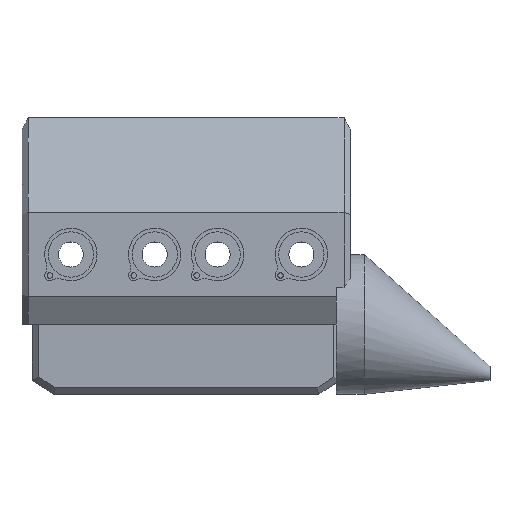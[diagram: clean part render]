
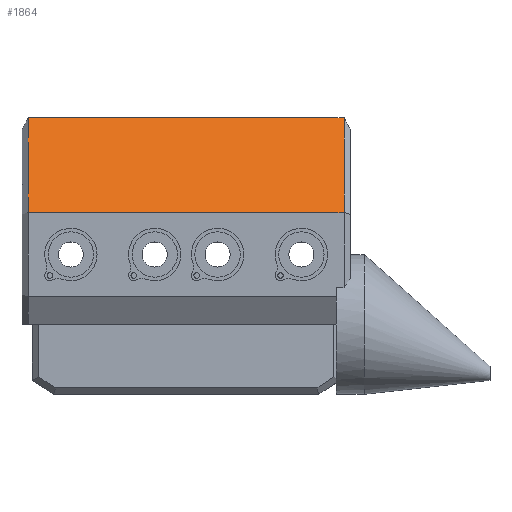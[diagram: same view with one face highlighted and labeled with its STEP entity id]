
A CAD part, top view. The second image highlights one B-rep face of the part: STEP entity #1864.
In plain terms, the highlighted planar face has unit normal (0, 0.53, 0.848).
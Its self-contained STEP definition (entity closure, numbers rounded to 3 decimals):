
#423 = PLANE('',#424);
#424 = AXIS2_PLACEMENT_3D('',#425,#426,#427);
#425 = CARTESIAN_POINT('',(1.306,-10.547,0.));
#426 = DIRECTION('',(0.,0.,-1.));
#427 = DIRECTION('',(0.,-1.,0.));
#653 = PLANE('',#654);
#654 = AXIS2_PLACEMENT_3D('',#655,#656,#657);
#655 = CARTESIAN_POINT('',(-23.027,2.455,3.962
    ));
#656 = DIRECTION('',(-0.707,0.375,0.6));
#657 = DIRECTION('',(-0.647,0.,-0.763
    ));
#964 = VERTEX_POINT('',#965);
#965 = CARTESIAN_POINT('',(-22.6,9.6,0.));
#986 = EDGE_CURVE('',#964,#987,#989,.T.);
#987 = VERTEX_POINT('',#988);
#988 = CARTESIAN_POINT('',(22.6,9.6,0.));
#989 = SURFACE_CURVE('',#990,(#994,#1001),.PCURVE_S1.);
#990 = LINE('',#991,#992);
#991 = CARTESIAN_POINT('',(-23.5,9.6,0.));
#992 = VECTOR('',#993,1.);
#993 = DIRECTION('',(1.,0.,0.));
#994 = PCURVE('',#423,#995);
#995 = DEFINITIONAL_REPRESENTATION('',(#996),#1000);
#996 = LINE('',#997,#998);
#997 = CARTESIAN_POINT('',(-20.147,24.806));
#998 = VECTOR('',#999,1.);
#999 = DIRECTION('',(0.,-1.));
#1000 = ( GEOMETRIC_REPRESENTATION_CONTEXT(2) 
PARAMETRIC_REPRESENTATION_CONTEXT() REPRESENTATION_CONTEXT('2D SPACE',''
  ) );
#1001 = PCURVE('',#1002,#1007);
#1002 = PLANE('',#1003);
#1003 = AXIS2_PLACEMENT_3D('',#1004,#1005,#1006);
#1004 = CARTESIAN_POINT('',(0.,2.8,4.25));
#1005 = DIRECTION('',(0.,0.53,0.848));
#1006 = DIRECTION('',(0.,0.848,-0.53));
#1007 = DEFINITIONAL_REPRESENTATION('',(#1008),#1012);
#1008 = LINE('',#1009,#1010);
#1009 = CARTESIAN_POINT('',(8.019,23.5));
#1010 = VECTOR('',#1011,1.);
#1011 = DIRECTION('',(0.,-1.));
#1012 = ( GEOMETRIC_REPRESENTATION_CONTEXT(2) 
PARAMETRIC_REPRESENTATION_CONTEXT() REPRESENTATION_CONTEXT('2D SPACE',''
  ) );
#1028 = PLANE('',#1029);
#1029 = AXIS2_PLACEMENT_3D('',#1030,#1031,#1032);
#1030 = CARTESIAN_POINT('',(23.027,2.455,3.962
    ));
#1031 = DIRECTION('',(0.707,0.375,0.6));
#1032 = DIRECTION('',(-0.647,0.,0.763));
#1228 = PLANE('',#1229);
#1229 = AXIS2_PLACEMENT_3D('',#1230,#1231,#1232);
#1230 = CARTESIAN_POINT('',(-23.5,-4.,8.5));
#1231 = DIRECTION('',(0.,0.,-1.));
#1232 = DIRECTION('',(0.,-1.,0.));
#1489 = VERTEX_POINT('',#1490);
#1490 = CARTESIAN_POINT('',(-22.6,-4.,8.5));
#1541 = EDGE_CURVE('',#1542,#1489,#1544,.T.);
#1542 = VERTEX_POINT('',#1543);
#1543 = CARTESIAN_POINT('',(-22.6,0.,6.));
#1544 = SURFACE_CURVE('',#1545,(#1549,#1556),.PCURVE_S1.);
#1545 = LINE('',#1546,#1547);
#1546 = CARTESIAN_POINT('',(-22.6,0.,6.));
#1547 = VECTOR('',#1548,1.);
#1548 = DIRECTION('',(0.,-0.848,0.53));
#1549 = PCURVE('',#653,#1550);
#1550 = DEFINITIONAL_REPRESENTATION('',(#1551),#1555);
#1551 = LINE('',#1552,#1553);
#1552 = CARTESIAN_POINT('',(-1.831,2.648));
#1553 = VECTOR('',#1554,1.);
#1554 = DIRECTION('',(-0.404,0.915));
#1555 = ( GEOMETRIC_REPRESENTATION_CONTEXT(2) 
PARAMETRIC_REPRESENTATION_CONTEXT() REPRESENTATION_CONTEXT('2D SPACE',''
  ) );
#1556 = PCURVE('',#1002,#1557);
#1557 = DEFINITIONAL_REPRESENTATION('',(#1558),#1562);
#1558 = LINE('',#1559,#1560);
#1559 = CARTESIAN_POINT('',(-3.302,22.6));
#1560 = VECTOR('',#1561,1.);
#1561 = DIRECTION('',(-1.,0.));
#1562 = ( GEOMETRIC_REPRESENTATION_CONTEXT(2) 
PARAMETRIC_REPRESENTATION_CONTEXT() REPRESENTATION_CONTEXT('2D SPACE',''
  ) );
#1564 = EDGE_CURVE('',#964,#1542,#1565,.T.);
#1565 = SURFACE_CURVE('',#1566,(#1570,#1577),.PCURVE_S1.);
#1566 = LINE('',#1567,#1568);
#1567 = CARTESIAN_POINT('',(-22.6,9.6,0.));
#1568 = VECTOR('',#1569,1.);
#1569 = DIRECTION('',(0.,-0.848,0.53));
#1570 = PCURVE('',#653,#1571);
#1571 = DEFINITIONAL_REPRESENTATION('',(#1572),#1576);
#1572 = LINE('',#1573,#1574);
#1573 = CARTESIAN_POINT('',(2.745,-7.707));
#1574 = VECTOR('',#1575,1.);
#1575 = DIRECTION('',(-0.404,0.915));
#1576 = ( GEOMETRIC_REPRESENTATION_CONTEXT(2) 
PARAMETRIC_REPRESENTATION_CONTEXT() REPRESENTATION_CONTEXT('2D SPACE',''
  ) );
#1577 = PCURVE('',#1002,#1578);
#1578 = DEFINITIONAL_REPRESENTATION('',(#1579),#1583);
#1579 = LINE('',#1580,#1581);
#1580 = CARTESIAN_POINT('',(8.019,22.6));
#1581 = VECTOR('',#1582,1.);
#1582 = DIRECTION('',(-1.,0.));
#1583 = ( GEOMETRIC_REPRESENTATION_CONTEXT(2) 
PARAMETRIC_REPRESENTATION_CONTEXT() REPRESENTATION_CONTEXT('2D SPACE',''
  ) );
#1864 = ADVANCED_FACE('',(#1865),#1002,.T.);
#1865 = FACE_BOUND('',#1866,.T.);
#1866 = EDGE_LOOP('',(#1867,#1868,#1869,#1870,#1893,#1916));
#1867 = ORIENTED_EDGE('',*,*,#986,.F.);
#1868 = ORIENTED_EDGE('',*,*,#1564,.T.);
#1869 = ORIENTED_EDGE('',*,*,#1541,.T.);
#1870 = ORIENTED_EDGE('',*,*,#1871,.T.);
#1871 = EDGE_CURVE('',#1489,#1872,#1874,.T.);
#1872 = VERTEX_POINT('',#1873);
#1873 = CARTESIAN_POINT('',(22.6,-4.,8.5));
#1874 = SURFACE_CURVE('',#1875,(#1879,#1886),.PCURVE_S1.);
#1875 = LINE('',#1876,#1877);
#1876 = CARTESIAN_POINT('',(-23.5,-4.,8.5));
#1877 = VECTOR('',#1878,1.);
#1878 = DIRECTION('',(1.,0.,0.));
#1879 = PCURVE('',#1002,#1880);
#1880 = DEFINITIONAL_REPRESENTATION('',(#1881),#1885);
#1881 = LINE('',#1882,#1883);
#1882 = CARTESIAN_POINT('',(-8.019,23.5));
#1883 = VECTOR('',#1884,1.);
#1884 = DIRECTION('',(0.,-1.));
#1885 = ( GEOMETRIC_REPRESENTATION_CONTEXT(2) 
PARAMETRIC_REPRESENTATION_CONTEXT() REPRESENTATION_CONTEXT('2D SPACE',''
  ) );
#1886 = PCURVE('',#1228,#1887);
#1887 = DEFINITIONAL_REPRESENTATION('',(#1888),#1892);
#1888 = LINE('',#1889,#1890);
#1889 = CARTESIAN_POINT('',(0.,0.));
#1890 = VECTOR('',#1891,1.);
#1891 = DIRECTION('',(0.,-1.));
#1892 = ( GEOMETRIC_REPRESENTATION_CONTEXT(2) 
PARAMETRIC_REPRESENTATION_CONTEXT() REPRESENTATION_CONTEXT('2D SPACE',''
  ) );
#1893 = ORIENTED_EDGE('',*,*,#1894,.F.);
#1894 = EDGE_CURVE('',#1895,#1872,#1897,.T.);
#1895 = VERTEX_POINT('',#1896);
#1896 = CARTESIAN_POINT('',(22.6,0.,6.));
#1897 = SURFACE_CURVE('',#1898,(#1902,#1909),.PCURVE_S1.);
#1898 = LINE('',#1899,#1900);
#1899 = CARTESIAN_POINT('',(22.6,0.,6.));
#1900 = VECTOR('',#1901,1.);
#1901 = DIRECTION('',(0.,-0.848,0.53));
#1902 = PCURVE('',#1002,#1903);
#1903 = DEFINITIONAL_REPRESENTATION('',(#1904),#1908);
#1904 = LINE('',#1905,#1906);
#1905 = CARTESIAN_POINT('',(-3.302,-22.6));
#1906 = VECTOR('',#1907,1.);
#1907 = DIRECTION('',(-1.,0.));
#1908 = ( GEOMETRIC_REPRESENTATION_CONTEXT(2) 
PARAMETRIC_REPRESENTATION_CONTEXT() REPRESENTATION_CONTEXT('2D SPACE',''
  ) );
#1909 = PCURVE('',#1028,#1910);
#1910 = DEFINITIONAL_REPRESENTATION('',(#1911),#1915);
#1911 = LINE('',#1912,#1913);
#1912 = CARTESIAN_POINT('',(1.831,2.648));
#1913 = VECTOR('',#1914,1.);
#1914 = DIRECTION('',(0.404,0.915));
#1915 = ( GEOMETRIC_REPRESENTATION_CONTEXT(2) 
PARAMETRIC_REPRESENTATION_CONTEXT() REPRESENTATION_CONTEXT('2D SPACE',''
  ) );
#1916 = ORIENTED_EDGE('',*,*,#1917,.F.);
#1917 = EDGE_CURVE('',#987,#1895,#1918,.T.);
#1918 = SURFACE_CURVE('',#1919,(#1923,#1930),.PCURVE_S1.);
#1919 = LINE('',#1920,#1921);
#1920 = CARTESIAN_POINT('',(22.6,9.6,0.));
#1921 = VECTOR('',#1922,1.);
#1922 = DIRECTION('',(0.,-0.848,0.53));
#1923 = PCURVE('',#1002,#1924);
#1924 = DEFINITIONAL_REPRESENTATION('',(#1925),#1929);
#1925 = LINE('',#1926,#1927);
#1926 = CARTESIAN_POINT('',(8.019,-22.6));
#1927 = VECTOR('',#1928,1.);
#1928 = DIRECTION('',(-1.,0.));
#1929 = ( GEOMETRIC_REPRESENTATION_CONTEXT(2) 
PARAMETRIC_REPRESENTATION_CONTEXT() REPRESENTATION_CONTEXT('2D SPACE',''
  ) );
#1930 = PCURVE('',#1028,#1931);
#1931 = DEFINITIONAL_REPRESENTATION('',(#1932),#1936);
#1932 = LINE('',#1933,#1934);
#1933 = CARTESIAN_POINT('',(-2.745,-7.707));
#1934 = VECTOR('',#1935,1.);
#1935 = DIRECTION('',(0.404,0.915));
#1936 = ( GEOMETRIC_REPRESENTATION_CONTEXT(2) 
PARAMETRIC_REPRESENTATION_CONTEXT() REPRESENTATION_CONTEXT('2D SPACE',''
  ) );
